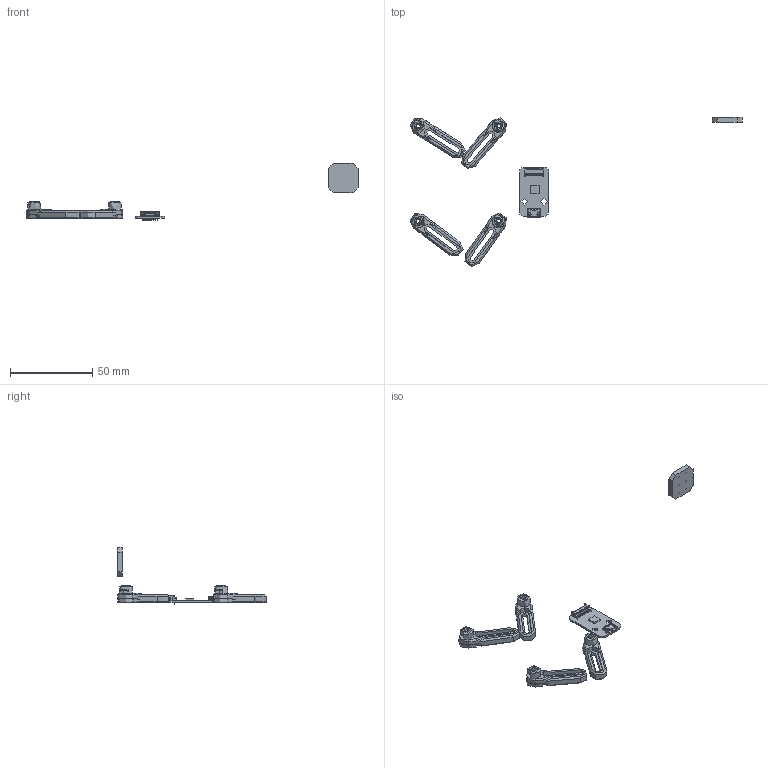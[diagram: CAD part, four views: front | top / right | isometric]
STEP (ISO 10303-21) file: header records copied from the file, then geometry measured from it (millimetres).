
FILE_DESCRIPTION(/* description */ ('STEP AP242','CAx-IF Rec.Pracs.---Representation and Presentation of Product Manufacturing Information (PMI)---4.0---2014-10-13','CAx-IF Rec.Pracs.---3D Tessellated Geometry---0.4---2014-09-14','2;1'),/* implementation_level */ '2;1');
FILE_NAME(/* name */ '67a45871995f265e0c4f23c7',/* time_stamp */ '2025-02-06T06:36:35Z',/* author */ (''),/* organization */ (''),/* preprocessor_version */ 'ST-DEVELOPER v20',/* originating_system */ 'ONSHAPE BY PTC INC, 1.193',/* authorisation */ ' ');
FILE_SCHEMA (('AP242_MANAGED_MODEL_BASED_3D_ENGINEERING_MIM_LF { 1 0 10303 442 1 1 4 }'));
Length unit declared in the file: metre
Products named in the file (14): TurtleBot3 Burger; Third Floor <1>; PR30_IBB_01_3D; M_PR07_PLATE_3X3_B; USB2LDS <1>; MICRO_USB; BIC04_C01_PCB; 530480810
Assembly tree (16 placements, depth 4):
  TurtleBot3 Burger
    Third Floor <1>
      PR30_IBB_01_3D  x4
      M_PR07_PLATE_3X3_B
      USB2LDS <1>
        MICRO_USB
        MICRO_USB
        MICRO_USB
        MICRO_USB
        MICRO_USB
        BIC04_C01_PCB
        530480810
        MICRO_USB
        MICRO_USB
Bounding box: 202.2 x 90.82 x 34.94 mm (x, y, z)
Volume: 6163.3 mm3
Topology: 7 solids, 14 shells, 1478 faces, 3730 edges, 2271 vertices
Faces by surface type: plane 623, cylinder 503, torus 208, bspline 100, cone 24, sphere 20
Full cylindrical faces by diameter (mm): 2.7 x4, 4 x15, 5 x18, 8 x4
Entity records: 47459 total; most frequent: CARTESIAN_POINT 10514, ORIENTED_EDGE 6034, DIRECTION 5961, EDGE_CURVE 3047, AXIS2_PLACEMENT_3D 2195, VERTEX_POINT 1875, LINE 1571, VECTOR 1571
